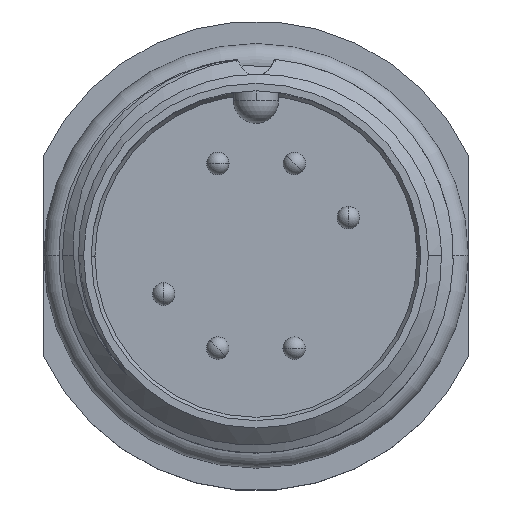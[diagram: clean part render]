
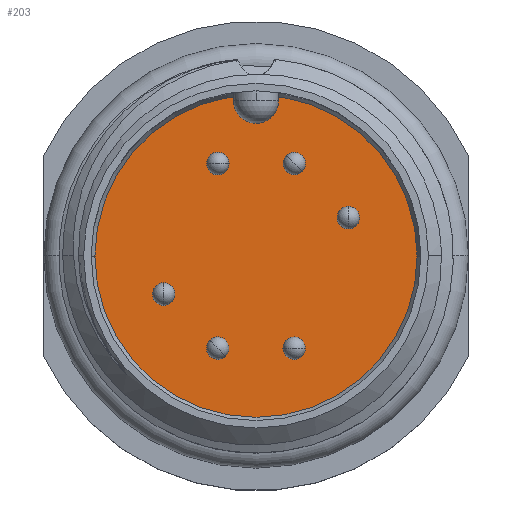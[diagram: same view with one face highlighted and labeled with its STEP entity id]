
A CAD part, top view. The second image highlights one B-rep face of the part: STEP entity #203.
In plain terms, the highlighted planar face has unit normal (0, 0, 1).
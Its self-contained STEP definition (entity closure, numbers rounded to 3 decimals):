
#203 = ADVANCED_FACE ( 'NONE', ( #5897 ), #10170, .T. ) ;
#662 = CARTESIAN_POINT ( 'NONE',  ( 6.45, 0., 0. ) ) ;
#664 = CARTESIAN_POINT ( 'NONE',  ( -6.45, 0., 0. ) ) ;
#2338 = CIRCLE ( 'NONE', #4179, 6.45 ) ;
#2451 = CIRCLE ( 'NONE', #4191, 6.45 ) ;
#2592 = EDGE_LOOP ( 'NONE', ( #13620, #13683 ) ) ;
#4179 = AXIS2_PLACEMENT_3D ( 'NONE', #8388, #8389, #8390 ) ;
#4191 = AXIS2_PLACEMENT_3D ( 'NONE', #4995, #4996, #4997 ) ;
#4995 = CARTESIAN_POINT ( 'NONE',  ( 0., 0., 0. ) ) ;
#4996 = DIRECTION ( 'NONE',  ( 0., 0., 1. ) ) ;
#4997 = DIRECTION ( 'NONE',  ( 1., 0., 0. ) ) ;
#5897 = FACE_OUTER_BOUND ( 'NONE', #2592, .T. ) ;
#8388 = CARTESIAN_POINT ( 'NONE',  ( 0., 0., 0. ) ) ;
#8389 = DIRECTION ( 'NONE',  ( 0., 0., 1. ) ) ;
#8390 = DIRECTION ( 'NONE',  ( 1., 0., 0. ) ) ;
#10167 = DIRECTION ( 'NONE',  ( 1., 0., 0. ) ) ;
#10168 = DIRECTION ( 'NONE',  ( 0., 0., 1. ) ) ;
#10170 = PLANE ( 'NONE',  #13797 ) ;
#10177 = CARTESIAN_POINT ( 'NONE',  ( 0., 0., 0. ) ) ;
#12194 = VERTEX_POINT ( 'NONE', #662 ) ;
#12195 = VERTEX_POINT ( 'NONE', #664 ) ;
#13305 = EDGE_CURVE ( 'NONE', #12195, #12194, #2338, .T. ) ;
#13400 = EDGE_CURVE ( 'NONE', #12194, #12195, #2451, .T. ) ;
#13620 = ORIENTED_EDGE ( 'NONE', *, *, #13400, .T. ) ;
#13683 = ORIENTED_EDGE ( 'NONE', *, *, #13305, .T. ) ;
#13797 = AXIS2_PLACEMENT_3D ( 'NONE', #10177, #10168, #10167 ) ;
